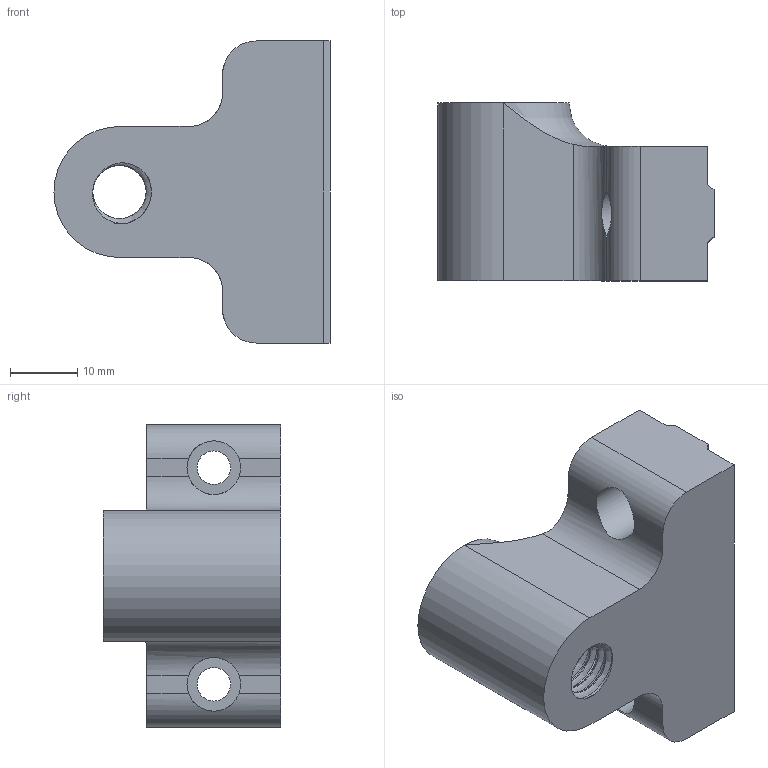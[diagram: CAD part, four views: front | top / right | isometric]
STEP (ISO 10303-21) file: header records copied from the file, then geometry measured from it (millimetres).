
FILE_DESCRIPTION(/* description */ (''),/* implementation_level */ '2;1');
FILE_NAME(/* name */ 'bearing slide.step',/* time_stamp */ '2018-02-10T14:31:52-05:00',/* author */ ('oliver.lewis.art'),/* organization */ (''),/* preprocessor_version */ 'ST-DEVELOPER v16.13',/* originating_system */ 'Autodesk Translation Framework v6.5.0.72',/* authorisation */ '');
FILE_SCHEMA (('AUTOMOTIVE_DESIGN { 1 0 10303 214 3 1 1 }'));
Length unit declared in the file: millimetre
Products named in the file (1): bearing slide
Bounding box: 41.13 x 26.5 x 45 mm (x, y, z)
Volume: 22701 mm3; surface area: 7462.1 mm2
Topology: 1 solids, 1 shells, 74 faces, 196 edges, 124 vertices
Faces by surface type: cylinder 53, plane 18, bspline 2, torus 1
Full cylindrical faces by diameter (mm): 5 x2, 7.94 x20, 8 x2, 9.525 x21
Entity records: 4531 total; most frequent: CARTESIAN_POINT 2803, ORIENTED_EDGE 392, DIRECTION 288, EDGE_CURVE 196, VERTEX_POINT 124, AXIS2_PLACEMENT_3D 101, LINE 86, VECTOR 86
